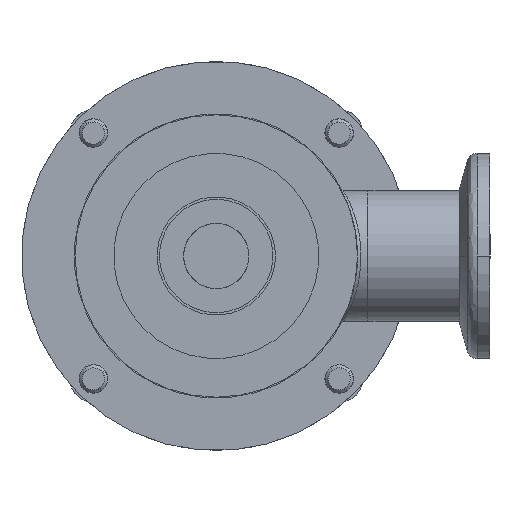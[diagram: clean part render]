
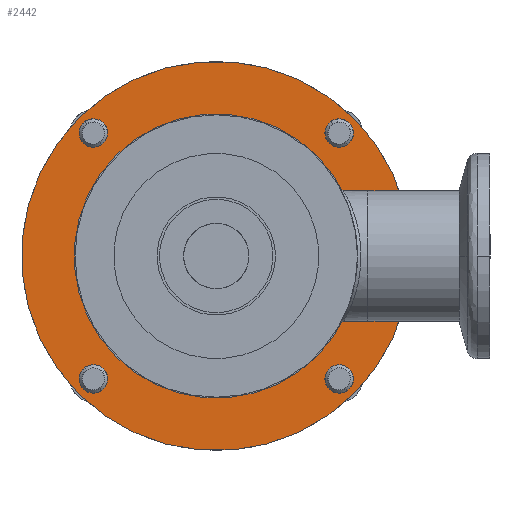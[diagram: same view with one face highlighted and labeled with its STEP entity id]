
A CAD part, front view. The second image highlights one B-rep face of the part: STEP entity #2442.
In plain terms, the highlighted planar face has unit normal (0, -1, 0).
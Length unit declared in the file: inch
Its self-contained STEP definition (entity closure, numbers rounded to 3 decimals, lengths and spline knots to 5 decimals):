
#71 = AXIS2_PLACEMENT_3D ( 'NONE', #16268, #11218, #13555 ) ;
#191 = VERTEX_POINT ( 'NONE', #5241 ) ;
#213 = EDGE_CURVE ( 'NONE', #1450, #15480, #4826, .T. ) ;
#363 = DIRECTION ( 'NONE',  ( 0., 0., 1. ) ) ;
#580 = DIRECTION ( 'NONE',  ( 0., 1., 0. ) ) ;
#1160 = AXIS2_PLACEMENT_3D ( 'NONE', #15351, #6510, #7803 ) ;
#1396 = CARTESIAN_POINT ( 'NONE',  ( 0., 0., -1. ) ) ;
#1432 = AXIS2_PLACEMENT_3D ( 'NONE', #5712, #14719, #1711 ) ;
#1450 = VERTEX_POINT ( 'NONE', #10043 ) ;
#1470 = DIRECTION ( 'NONE',  ( 0., 1., 0. ) ) ;
#1545 = AXIS2_PLACEMENT_3D ( 'NONE', #10338, #5277, #15732 ) ;
#1710 = CIRCLE ( 'NONE', #1432, 0.068 ) ;
#1711 = DIRECTION ( 'NONE',  ( 0., 0., 1. ) ) ;
#1857 = ORIENTED_EDGE ( 'NONE', *, *, #8549, .T. ) ;
#2107 = CARTESIAN_POINT ( 'NONE',  ( 1., 0., 0.068 ) ) ;
#2442 = ADVANCED_FACE ( 'NONE', ( #15340, #3146, #14067, #9745, #16544, #8371 ), #16703, .F. ) ;
#2445 = EDGE_LOOP ( 'NONE', ( #4884, #1857 ) ) ;
#2454 = EDGE_LOOP ( 'NONE', ( #6686, #14975 ) ) ;
#2605 = DIRECTION ( 'NONE',  ( 0., 0., 1. ) ) ;
#2729 = EDGE_LOOP ( 'NONE', ( #10055, #13952 ) ) ;
#2826 = EDGE_CURVE ( 'NONE', #3292, #11466, #1710, .T. ) ;
#2857 = EDGE_CURVE ( 'NONE', #12218, #191, #5802, .T. ) ;
#2880 = ORIENTED_EDGE ( 'NONE', *, *, #6621, .T. ) ;
#3006 = AXIS2_PLACEMENT_3D ( 'NONE', #11020, #13757, #10843 ) ;
#3110 = CARTESIAN_POINT ( 'NONE',  ( 1., 0., 0. ) ) ;
#3146 = FACE_BOUND ( 'NONE', #2445, .T. ) ;
#3292 = VERTEX_POINT ( 'NONE', #2107 ) ;
#3410 = CIRCLE ( 'NONE', #15707, 1.12 ) ;
#3557 = ORIENTED_EDGE ( 'NONE', *, *, #213, .T. ) ;
#3726 = AXIS2_PLACEMENT_3D ( 'NONE', #1396, #14327, #2605 ) ;
#3798 = CARTESIAN_POINT ( 'NONE',  ( 0., 0., 0. ) ) ;
#3834 = EDGE_CURVE ( 'NONE', #14543, #14754, #7717, .T. ) ;
#3935 = EDGE_LOOP ( 'NONE', ( #10789, #2880 ) ) ;
#4460 = CARTESIAN_POINT ( 'NONE',  ( 1., 0., -0.068 ) ) ;
#4826 = CIRCLE ( 'NONE', #3726, 0.068 ) ;
#4884 = ORIENTED_EDGE ( 'NONE', *, *, #2826, .T. ) ;
#5009 = CIRCLE ( 'NONE', #6100, 0.8175 ) ;
#5076 = AXIS2_PLACEMENT_3D ( 'NONE', #3110, #5833, #16288 ) ;
#5183 = CARTESIAN_POINT ( 'NONE',  ( 0., 0., 1.068 ) ) ;
#5199 = EDGE_CURVE ( 'NONE', #16764, #15334, #3410, .T. ) ;
#5241 = CARTESIAN_POINT ( 'NONE',  ( -1., 0., 0.068 ) ) ;
#5277 = DIRECTION ( 'NONE',  ( 0., 1., 0. ) ) ;
#5712 = CARTESIAN_POINT ( 'NONE',  ( 1., 0., 0. ) ) ;
#5802 = CIRCLE ( 'NONE', #9913, 0.068 ) ;
#5833 = DIRECTION ( 'NONE',  ( 0., 1., 0. ) ) ;
#6100 = AXIS2_PLACEMENT_3D ( 'NONE', #3798, #14335, #15361 ) ;
#6163 = CARTESIAN_POINT ( 'NONE',  ( 0., 0., 0.932 ) ) ;
#6337 = ORIENTED_EDGE ( 'NONE', *, *, #2857, .T. ) ;
#6459 = CARTESIAN_POINT ( 'NONE',  ( -1., 0., -0.068 ) ) ;
#6510 = DIRECTION ( 'NONE',  ( 0., 1., 0. ) ) ;
#6621 = EDGE_CURVE ( 'NONE', #14754, #14543, #5009, .T. ) ;
#6686 = ORIENTED_EDGE ( 'NONE', *, *, #15694, .T. ) ;
#6835 = DIRECTION ( 'NONE',  ( 0., 0., 1. ) ) ;
#7076 = CARTESIAN_POINT ( 'NONE',  ( -0.8175, 0., 0. ) ) ;
#7190 = CIRCLE ( 'NONE', #1160, 0.068 ) ;
#7435 = CIRCLE ( 'NONE', #71, 0.068 ) ;
#7717 = CIRCLE ( 'NONE', #8006, 0.8175 ) ;
#7803 = DIRECTION ( 'NONE',  ( 0., 0., 1. ) ) ;
#8006 = AXIS2_PLACEMENT_3D ( 'NONE', #15370, #9030, #13069 ) ;
#8302 = DIRECTION ( 'NONE',  ( 0., 1., 0. ) ) ;
#8371 = FACE_BOUND ( 'NONE', #3935, .T. ) ;
#8549 = EDGE_CURVE ( 'NONE', #11466, #3292, #10836, .T. ) ;
#8699 = VERTEX_POINT ( 'NONE', #6163 ) ;
#8946 = ORIENTED_EDGE ( 'NONE', *, *, #10463, .T. ) ;
#9030 = DIRECTION ( 'NONE',  ( 0., 1., 0. ) ) ;
#9112 = EDGE_CURVE ( 'NONE', #15480, #1450, #9762, .T. ) ;
#9745 = FACE_BOUND ( 'NONE', #15885, .T. ) ;
#9762 = CIRCLE ( 'NONE', #1545, 0.068 ) ;
#9913 = AXIS2_PLACEMENT_3D ( 'NONE', #11053, #8302, #6835 ) ;
#10043 = CARTESIAN_POINT ( 'NONE',  ( 0., 0., -1.068 ) ) ;
#10055 = ORIENTED_EDGE ( 'NONE', *, *, #12259, .F. ) ;
#10058 = VERTEX_POINT ( 'NONE', #5183 ) ;
#10338 = CARTESIAN_POINT ( 'NONE',  ( 0., 0., -1. ) ) ;
#10351 = AXIS2_PLACEMENT_3D ( 'NONE', #10807, #1470, #363 ) ;
#10463 = EDGE_CURVE ( 'NONE', #191, #12218, #7435, .T. ) ;
#10789 = ORIENTED_EDGE ( 'NONE', *, *, #3834, .T. ) ;
#10807 = CARTESIAN_POINT ( 'NONE',  ( 0., 0., 1. ) ) ;
#10836 = CIRCLE ( 'NONE', #5076, 0.068 ) ;
#10840 = EDGE_CURVE ( 'NONE', #8699, #10058, #7190, .T. ) ;
#10843 = DIRECTION ( 'NONE',  ( 0., 0., 1. ) ) ;
#11020 = CARTESIAN_POINT ( 'NONE',  ( 0., 0., 0. ) ) ;
#11053 = CARTESIAN_POINT ( 'NONE',  ( -1., 0., 0. ) ) ;
#11218 = DIRECTION ( 'NONE',  ( 0., 1., 0. ) ) ;
#11265 = DIRECTION ( 'NONE',  ( 0., 0., 1. ) ) ;
#11466 = VERTEX_POINT ( 'NONE', #4460 ) ;
#11804 = AXIS2_PLACEMENT_3D ( 'NONE', #7076, #580, #12716 ) ;
#12218 = VERTEX_POINT ( 'NONE', #6459 ) ;
#12259 = EDGE_CURVE ( 'NONE', #15334, #16764, #14764, .T. ) ;
#12486 = DIRECTION ( 'NONE',  ( 0., 1., 0. ) ) ;
#12557 = CARTESIAN_POINT ( 'NONE',  ( 0., 0., 0. ) ) ;
#12716 = DIRECTION ( 'NONE',  ( 0., 0., 1. ) ) ;
#13069 = DIRECTION ( 'NONE',  ( 0., 0., 1. ) ) ;
#13445 = CARTESIAN_POINT ( 'NONE',  ( 0., 0., 0.8175 ) ) ;
#13555 = DIRECTION ( 'NONE',  ( 0., 0., 1. ) ) ;
#13757 = DIRECTION ( 'NONE',  ( 0., 1., 0. ) ) ;
#13952 = ORIENTED_EDGE ( 'NONE', *, *, #5199, .F. ) ;
#14067 = FACE_BOUND ( 'NONE', #2454, .T. ) ;
#14262 = CARTESIAN_POINT ( 'NONE',  ( 0., 0., -0.8175 ) ) ;
#14318 = CARTESIAN_POINT ( 'NONE',  ( 0., 0., -1.12 ) ) ;
#14327 = DIRECTION ( 'NONE',  ( 0., 1., 0. ) ) ;
#14335 = DIRECTION ( 'NONE',  ( 0., 1., 0. ) ) ;
#14543 = VERTEX_POINT ( 'NONE', #13445 ) ;
#14719 = DIRECTION ( 'NONE',  ( 0., 1., 0. ) ) ;
#14730 = ORIENTED_EDGE ( 'NONE', *, *, #9112, .T. ) ;
#14754 = VERTEX_POINT ( 'NONE', #14262 ) ;
#14764 = CIRCLE ( 'NONE', #3006, 1.12 ) ;
#14843 = EDGE_LOOP ( 'NONE', ( #14730, #3557 ) ) ;
#14935 = CARTESIAN_POINT ( 'NONE',  ( 0., 0., 1.12 ) ) ;
#14975 = ORIENTED_EDGE ( 'NONE', *, *, #10840, .T. ) ;
#15279 = CIRCLE ( 'NONE', #10351, 0.068 ) ;
#15334 = VERTEX_POINT ( 'NONE', #14935 ) ;
#15340 = FACE_BOUND ( 'NONE', #14843, .T. ) ;
#15351 = CARTESIAN_POINT ( 'NONE',  ( 0., 0., 1. ) ) ;
#15361 = DIRECTION ( 'NONE',  ( 0., 0., 1. ) ) ;
#15370 = CARTESIAN_POINT ( 'NONE',  ( 0., 0., 0. ) ) ;
#15480 = VERTEX_POINT ( 'NONE', #16542 ) ;
#15694 = EDGE_CURVE ( 'NONE', #10058, #8699, #15279, .T. ) ;
#15707 = AXIS2_PLACEMENT_3D ( 'NONE', #12557, #12486, #11265 ) ;
#15732 = DIRECTION ( 'NONE',  ( 0., 0., 1. ) ) ;
#15885 = EDGE_LOOP ( 'NONE', ( #8946, #6337 ) ) ;
#16268 = CARTESIAN_POINT ( 'NONE',  ( -1., 0., 0. ) ) ;
#16288 = DIRECTION ( 'NONE',  ( 0., 0., 1. ) ) ;
#16542 = CARTESIAN_POINT ( 'NONE',  ( 0., 0., -0.932 ) ) ;
#16544 = FACE_OUTER_BOUND ( 'NONE', #2729, .T. ) ;
#16703 = PLANE ( 'NONE',  #11804 ) ;
#16764 = VERTEX_POINT ( 'NONE', #14318 ) ;
